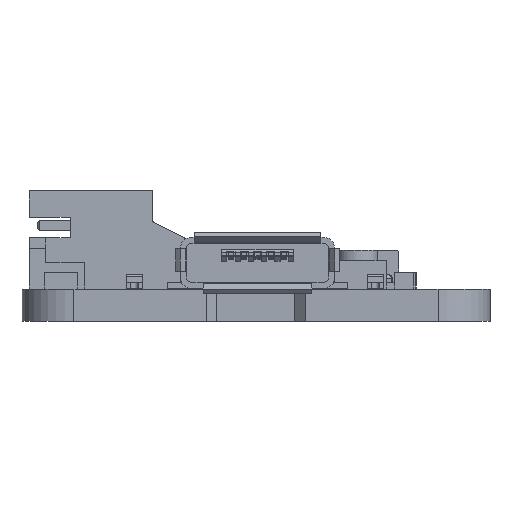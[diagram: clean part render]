
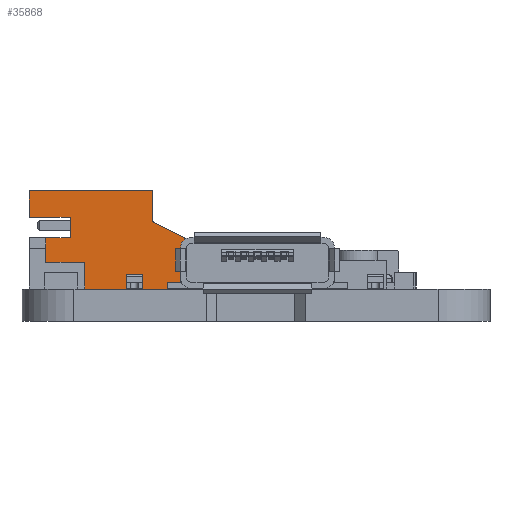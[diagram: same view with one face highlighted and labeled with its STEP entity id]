
A CAD part, left-side view. The second image highlights one B-rep face of the part: STEP entity #35868.
In plain terms, the highlighted planar face has unit normal (-1, 0, 0).
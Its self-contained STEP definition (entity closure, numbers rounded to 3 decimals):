
#1461=PLANE('',#38425);
#3125=FACE_OUTER_BOUND('',#5159,.T.);
#5159=EDGE_LOOP('',(#29462,#29463,#29464,#29465,#29466,#29467,#29468,#29469,
#29470,#29471,#29472,#29473));
#8353=LINE('',#55431,#12510);
#8374=LINE('',#55474,#12531);
#8455=LINE('',#55631,#12612);
#8457=LINE('',#55635,#12614);
#8459=LINE('',#55639,#12616);
#8460=LINE('',#55642,#12617);
#8463=LINE('',#55647,#12620);
#8464=LINE('',#55649,#12621);
#8466=LINE('',#55654,#12623);
#8468=LINE('',#55657,#12625);
#8497=LINE('',#55713,#12654);
#8499=LINE('',#55716,#12656);
#12510=VECTOR('',#45167,1.5);
#12531=VECTOR('',#45194,1.2);
#12612=VECTOR('',#45335,1.2);
#12614=VECTOR('',#45339,1.9);
#12616=VECTOR('',#45343,1.3);
#12617=VECTOR('',#45346,4.9);
#12620=VECTOR('',#45351,2.5);
#12621=VECTOR('',#45354,1.789);
#12623=VECTOR('',#45358,2.);
#12625=VECTOR('',#45362,1.);
#12654=VECTOR('',#45413,1.3);
#12656=VECTOR('',#45417,6.);
#16958=VERTEX_POINT('',#55428);
#16959=VERTEX_POINT('',#55430);
#16977=VERTEX_POINT('',#55472);
#16978=VERTEX_POINT('',#55473);
#17024=VERTEX_POINT('',#55629);
#17025=VERTEX_POINT('',#55633);
#17026=VERTEX_POINT('',#55637);
#17027=VERTEX_POINT('',#55641);
#17028=VERTEX_POINT('',#55645);
#17029=VERTEX_POINT('',#55651);
#17030=VERTEX_POINT('',#55653);
#17046=VERTEX_POINT('',#55712);
#21256=EDGE_CURVE('',#16958,#16959,#8353,.F.);
#21277=EDGE_CURVE('',#16977,#16978,#8374,.F.);
#21358=EDGE_CURVE('',#16978,#17024,#8455,.F.);
#21360=EDGE_CURVE('',#17024,#17025,#8457,.T.);
#21362=EDGE_CURVE('',#17025,#17026,#8459,.F.);
#21363=EDGE_CURVE('',#17026,#17027,#8460,.T.);
#21366=EDGE_CURVE('',#17027,#17028,#8463,.T.);
#21367=EDGE_CURVE('',#17028,#16959,#8464,.T.);
#21369=EDGE_CURVE('',#17030,#17029,#8466,.T.);
#21371=EDGE_CURVE('',#17029,#16977,#8468,.F.);
#21400=EDGE_CURVE('',#17046,#17030,#8497,.F.);
#21402=EDGE_CURVE('',#17046,#16958,#8499,.F.);
#29462=ORIENTED_EDGE('',*,*,#21369,.T.);
#29463=ORIENTED_EDGE('',*,*,#21371,.T.);
#29464=ORIENTED_EDGE('',*,*,#21277,.T.);
#29465=ORIENTED_EDGE('',*,*,#21358,.T.);
#29466=ORIENTED_EDGE('',*,*,#21360,.T.);
#29467=ORIENTED_EDGE('',*,*,#21362,.T.);
#29468=ORIENTED_EDGE('',*,*,#21363,.T.);
#29469=ORIENTED_EDGE('',*,*,#21366,.T.);
#29470=ORIENTED_EDGE('',*,*,#21367,.T.);
#29471=ORIENTED_EDGE('',*,*,#21256,.F.);
#29472=ORIENTED_EDGE('',*,*,#21402,.F.);
#29473=ORIENTED_EDGE('',*,*,#21400,.T.);
#35868=ADVANCED_FACE('',(#3125),#1461,.T.);
#38425=AXIS2_PLACEMENT_3D('',#55715,#45415,#45416);
#45167=DIRECTION('',(0.,0.,1.));
#45194=DIRECTION('',(0.,-1.,0.));
#45335=DIRECTION('',(0.,0.,1.));
#45339=DIRECTION('',(0.,-1.,0.));
#45343=DIRECTION('',(0.,0.,1.));
#45346=DIRECTION('',(0.,-1.,0.));
#45351=DIRECTION('',(0.,0.,1.));
#45354=DIRECTION('',(0.,0.894,0.447));
#45358=DIRECTION('',(0.,-1.,0.));
#45362=DIRECTION('',(0.,0.,1.));
#45413=DIRECTION('',(0.,0.,1.));
#45415=DIRECTION('center_axis',(-1.,0.,0.));
#45416=DIRECTION('ref_axis',(0.,-1.,0.));
#45417=DIRECTION('',(0.,1.,0.));
#55428=CARTESIAN_POINT('',(-3.95,-2.8,4.8));
#55430=CARTESIAN_POINT('',(-3.95,-2.8,3.3));
#55431=CARTESIAN_POINT('',(-3.95,-2.8,3.3));
#55472=CARTESIAN_POINT('',(-3.95,1.2,2.5));
#55473=CARTESIAN_POINT('',(-3.95,2.4,2.5));
#55474=CARTESIAN_POINT('',(-3.95,2.4,2.5));
#55629=CARTESIAN_POINT('',(-3.95,2.4,1.3));
#55631=CARTESIAN_POINT('',(-3.95,2.4,1.3));
#55633=CARTESIAN_POINT('',(-3.95,0.5,1.3));
#55635=CARTESIAN_POINT('',(-3.95,2.4,1.3));
#55637=CARTESIAN_POINT('',(-3.95,0.5,0.));
#55639=CARTESIAN_POINT('',(-3.95,0.5,0.));
#55641=CARTESIAN_POINT('',(-3.95,-4.4,0.));
#55642=CARTESIAN_POINT('',(-3.95,0.5,0.));
#55645=CARTESIAN_POINT('',(-3.95,-4.4,2.5));
#55647=CARTESIAN_POINT('',(-3.95,-4.4,0.));
#55649=CARTESIAN_POINT('',(-3.95,-4.4,2.5));
#55651=CARTESIAN_POINT('',(-3.95,1.2,3.5));
#55653=CARTESIAN_POINT('',(-3.95,3.2,3.5));
#55654=CARTESIAN_POINT('',(-3.95,3.2,3.5));
#55657=CARTESIAN_POINT('',(-3.95,1.2,2.5));
#55712=CARTESIAN_POINT('',(-3.95,3.2,4.8));
#55713=CARTESIAN_POINT('',(-3.95,3.2,3.5));
#55715=CARTESIAN_POINT('Origin',(-3.95,0.2,2.4));
#55716=CARTESIAN_POINT('',(-3.95,-2.8,4.8));
